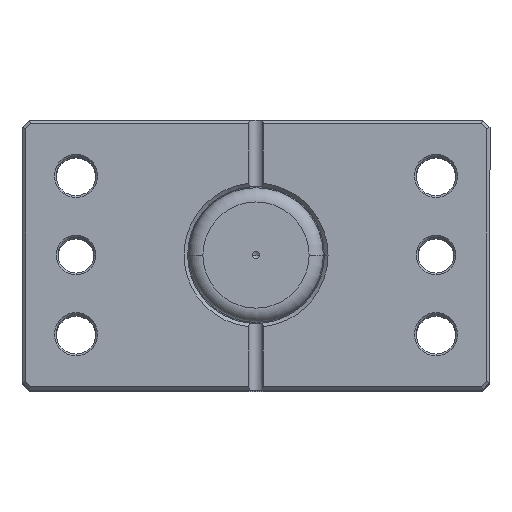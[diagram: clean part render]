
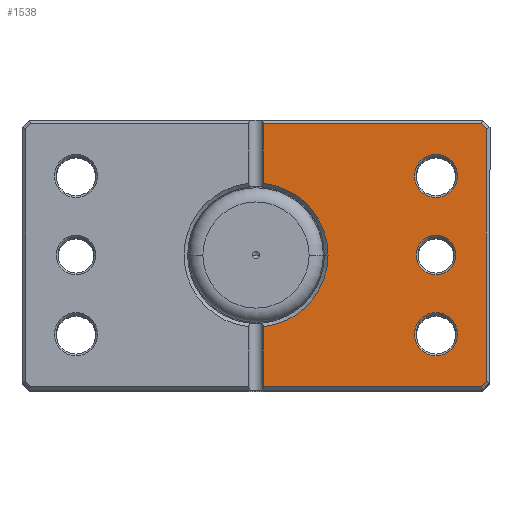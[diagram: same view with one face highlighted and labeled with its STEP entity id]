
A CAD part, top view. The second image highlights one B-rep face of the part: STEP entity #1538.
In plain terms, the highlighted face is planar.
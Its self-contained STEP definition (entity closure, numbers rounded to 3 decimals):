
#2 = ORIENTED_EDGE ( 'NONE', *, *, #5975, .T. ) ;
#16 = ORIENTED_EDGE ( 'NONE', *, *, #1781, .T. ) ;
#27 = ORIENTED_EDGE ( 'NONE', *, *, #4468, .T. ) ;
#58 = ORIENTED_EDGE ( 'NONE', *, *, #4626, .T. ) ;
#123 = DIRECTION ( 'NONE',  ( 0., 0., 1. ) ) ;
#234 = ORIENTED_EDGE ( 'NONE', *, *, #1211, .T. ) ;
#335 = AXIS2_PLACEMENT_3D ( 'NONE', #5180, #1866, #5730 ) ;
#357 = ORIENTED_EDGE ( 'NONE', *, *, #4922, .T. ) ;
#445 = VERTEX_POINT ( 'NONE', #6592 ) ;
#491 = DIRECTION ( 'NONE',  ( 1., 0., 0. ) ) ;
#494 = CIRCLE ( 'NONE', #1418, 20. ) ;
#627 = AXIS2_PLACEMENT_3D ( 'NONE', #7089, #3792, #491 ) ;
#713 = LINE ( 'NONE', #3683, #4763 ) ;
#727 = CARTESIAN_POINT ( 'NONE',  ( -50., -22., 0. ) ) ;
#736 = VERTEX_POINT ( 'NONE', #2716 ) ;
#829 = ORIENTED_EDGE ( 'NONE', *, *, #3292, .T. ) ;
#959 = LINE ( 'NONE', #6911, #6629 ) ;
#1211 = EDGE_CURVE ( 'NONE', #4623, #2842, #494, .T. ) ;
#1268 = CIRCLE ( 'NONE', #7065, 5.5 ) ;
#1274 = DIRECTION ( 'NONE',  ( 1., 0., 0. ) ) ;
#1380 = EDGE_CURVE ( 'NONE', #3197, #5392, #1422, .T. ) ;
#1418 = AXIS2_PLACEMENT_3D ( 'NONE', #2634, #6496, #3206 ) ;
#1422 = CIRCLE ( 'NONE', #5485, 6. ) ;
#1491 = EDGE_LOOP ( 'NONE', ( #2129, #58, #234, #829, #3431, #3831, #27, #16, #5338 ) ) ;
#1516 = FACE_OUTER_BOUND ( 'NONE', #1491, .T. ) ;
#1525 = CIRCLE ( 'NONE', #4155, 5.5 ) ;
#1538 = ADVANCED_FACE ( 'NONE', ( #4277, #2787, #1675, #1516 ), #4833, .F. ) ;
#1599 = LINE ( 'NONE', #5793, #4355 ) ;
#1614 = VECTOR ( 'NONE', #2952, 1000. ) ;
#1675 = FACE_BOUND ( 'NONE', #3596, .T. ) ;
#1688 = CARTESIAN_POINT ( 'NONE',  ( -55.5, 0., 0. ) ) ;
#1694 = DIRECTION ( 'NONE',  ( 0., 0., 1. ) ) ;
#1717 = CARTESIAN_POINT ( 'NONE',  ( -50., 22., 0. ) ) ;
#1752 = EDGE_CURVE ( 'NONE', #4568, #445, #1599, .T. ) ;
#1781 = EDGE_CURVE ( 'NONE', #2899, #4831, #3054, .T. ) ;
#1866 = DIRECTION ( 'NONE',  ( 0., 0., 1. ) ) ;
#1879 = AXIS2_PLACEMENT_3D ( 'NONE', #1717, #5579, #2273 ) ;
#1962 = DIRECTION ( 'NONE',  ( 0., 0., 1. ) ) ;
#2040 = CARTESIAN_POINT ( 'NONE',  ( 0., 0., 0. ) ) ;
#2129 = ORIENTED_EDGE ( 'NONE', *, *, #5452, .T. ) ;
#2223 = CARTESIAN_POINT ( 'NONE',  ( -2., 36.5, 0. ) ) ;
#2273 = DIRECTION ( 'NONE',  ( 1., 0., 0. ) ) ;
#2395 = CARTESIAN_POINT ( 'NONE',  ( 0., 36.5, 0. ) ) ;
#2412 = CARTESIAN_POINT ( 'NONE',  ( -2., -36.5, 0. ) ) ;
#2426 = ORIENTED_EDGE ( 'NONE', *, *, #6987, .T. ) ;
#2606 = DIRECTION ( 'NONE',  ( 0., 0., 1. ) ) ;
#2621 = AXIS2_PLACEMENT_3D ( 'NONE', #5013, #1694, #5554 ) ;
#2634 = CARTESIAN_POINT ( 'NONE',  ( 0., 0., 0. ) ) ;
#2716 = CARTESIAN_POINT ( 'NONE',  ( -56., 22., 0. ) ) ;
#2740 = EDGE_LOOP ( 'NONE', ( #4037, #2426 ) ) ;
#2787 = FACE_BOUND ( 'NONE', #2740, .T. ) ;
#2842 = VERTEX_POINT ( 'NONE', #6485 ) ;
#2899 = VERTEX_POINT ( 'NONE', #6552 ) ;
#2952 = DIRECTION ( 'NONE',  ( 1., 0., 0. ) ) ;
#2999 = EDGE_CURVE ( 'NONE', #4802, #736, #6219, .T. ) ;
#3054 = LINE ( 'NONE', #4164, #5810 ) ;
#3187 = CIRCLE ( 'NONE', #627, 20. ) ;
#3197 = VERTEX_POINT ( 'NONE', #6263 ) ;
#3206 = DIRECTION ( 'NONE',  ( 1., 0., 0. ) ) ;
#3229 = CIRCLE ( 'NONE', #335, 6. ) ;
#3292 = EDGE_CURVE ( 'NONE', #2842, #4360, #713, .T. ) ;
#3429 = CARTESIAN_POINT ( 'NONE',  ( -50., 0., 0. ) ) ;
#3431 = ORIENTED_EDGE ( 'NONE', *, *, #6106, .T. ) ;
#3454 = AXIS2_PLACEMENT_3D ( 'NONE', #2040, #1962, #5929 ) ;
#3464 = VERTEX_POINT ( 'NONE', #4925 ) ;
#3489 = VECTOR ( 'NONE', #4099, 1000. ) ;
#3543 = CARTESIAN_POINT ( 'NONE',  ( 0., -36.5, 0. ) ) ;
#3577 = DIRECTION ( 'NONE',  ( -0.707, 0.707, 0. ) ) ;
#3596 = EDGE_LOOP ( 'NONE', ( #5880, #3822 ) ) ;
#3613 = CARTESIAN_POINT ( 'NONE',  ( -2., 37.5, 0. ) ) ;
#3683 = CARTESIAN_POINT ( 'NONE',  ( -2., 37.5, 0. ) ) ;
#3792 = DIRECTION ( 'NONE',  ( 0., 0., 1. ) ) ;
#3822 = ORIENTED_EDGE ( 'NONE', *, *, #2999, .T. ) ;
#3831 = ORIENTED_EDGE ( 'NONE', *, *, #1752, .T. ) ;
#3910 = VERTEX_POINT ( 'NONE', #1688 ) ;
#3924 = CARTESIAN_POINT ( 'NONE',  ( -44., 22., 0. ) ) ;
#3949 = CARTESIAN_POINT ( 'NONE',  ( -62.586, 36.5, 0. ) ) ;
#3991 = DIRECTION ( 'NONE',  ( 1., 0., 0. ) ) ;
#4037 = ORIENTED_EDGE ( 'NONE', *, *, #1380, .T. ) ;
#4099 = DIRECTION ( 'NONE',  ( -1., 0., 0. ) ) ;
#4121 = CIRCLE ( 'NONE', #2621, 6. ) ;
#4155 = AXIS2_PLACEMENT_3D ( 'NONE', #3429, #123, #3991 ) ;
#4164 = CARTESIAN_POINT ( 'NONE',  ( -49.543, 49.543, 0. ) ) ;
#4232 = DIRECTION ( 'NONE',  ( 0., -1., 0. ) ) ;
#4277 = FACE_BOUND ( 'NONE', #4919, .T. ) ;
#4355 = VECTOR ( 'NONE', #3577, 1000. ) ;
#4360 = VERTEX_POINT ( 'NONE', #2412 ) ;
#4468 = EDGE_CURVE ( 'NONE', #445, #2899, #959, .T. ) ;
#4568 = VERTEX_POINT ( 'NONE', #6456 ) ;
#4569 = DIRECTION ( 'NONE',  ( 0., 0., 1. ) ) ;
#4623 = VERTEX_POINT ( 'NONE', #5424 ) ;
#4626 = EDGE_CURVE ( 'NONE', #4689, #4623, #3187, .T. ) ;
#4689 = VERTEX_POINT ( 'NONE', #7136 ) ;
#4763 = VECTOR ( 'NONE', #4232, 1000. ) ;
#4773 = EDGE_CURVE ( 'NONE', #736, #4802, #4121, .T. ) ;
#4802 = VERTEX_POINT ( 'NONE', #3924 ) ;
#4831 = VERTEX_POINT ( 'NONE', #3949 ) ;
#4833 = PLANE ( 'NONE',  #3454 ) ;
#4919 = EDGE_LOOP ( 'NONE', ( #357, #2 ) ) ;
#4922 = EDGE_CURVE ( 'NONE', #3910, #3464, #1268, .T. ) ;
#4925 = CARTESIAN_POINT ( 'NONE',  ( -44.5, 0., 0. ) ) ;
#4975 = LINE ( 'NONE', #3543, #3489 ) ;
#4991 = VECTOR ( 'NONE', #5278, 1000. ) ;
#5013 = CARTESIAN_POINT ( 'NONE',  ( -50., 22., 0. ) ) ;
#5138 = VERTEX_POINT ( 'NONE', #2223 ) ;
#5180 = CARTESIAN_POINT ( 'NONE',  ( -50., -22., 0. ) ) ;
#5278 = DIRECTION ( 'NONE',  ( 0., -1., 0. ) ) ;
#5338 = ORIENTED_EDGE ( 'NONE', *, *, #5355, .T. ) ;
#5355 = EDGE_CURVE ( 'NONE', #4831, #5138, #6173, .T. ) ;
#5392 = VERTEX_POINT ( 'NONE', #6300 ) ;
#5424 = CARTESIAN_POINT ( 'NONE',  ( -20., 0., 0. ) ) ;
#5452 = EDGE_CURVE ( 'NONE', #5138, #4689, #6438, .T. ) ;
#5485 = AXIS2_PLACEMENT_3D ( 'NONE', #727, #4569, #1274 ) ;
#5554 = DIRECTION ( 'NONE',  ( 1., 0., 0. ) ) ;
#5579 = DIRECTION ( 'NONE',  ( 0., 0., 1. ) ) ;
#5730 = DIRECTION ( 'NONE',  ( 1., 0., 0. ) ) ;
#5793 = CARTESIAN_POINT ( 'NONE',  ( -49.543, -49.543, 0. ) ) ;
#5810 = VECTOR ( 'NONE', #6344, 1000. ) ;
#5818 = DIRECTION ( 'NONE',  ( 0., 1., 0. ) ) ;
#5880 = ORIENTED_EDGE ( 'NONE', *, *, #4773, .T. ) ;
#5914 = CARTESIAN_POINT ( 'NONE',  ( -50., 0., 0. ) ) ;
#5929 = DIRECTION ( 'NONE',  ( 1., 0., 0. ) ) ;
#5975 = EDGE_CURVE ( 'NONE', #3464, #3910, #1525, .T. ) ;
#6106 = EDGE_CURVE ( 'NONE', #4360, #4568, #4975, .T. ) ;
#6173 = LINE ( 'NONE', #2395, #1614 ) ;
#6219 = CIRCLE ( 'NONE', #1879, 6. ) ;
#6263 = CARTESIAN_POINT ( 'NONE',  ( -56., -22., 0. ) ) ;
#6300 = CARTESIAN_POINT ( 'NONE',  ( -44., -22., 0. ) ) ;
#6344 = DIRECTION ( 'NONE',  ( 0.707, 0.707, 0. ) ) ;
#6438 = LINE ( 'NONE', #3613, #4991 ) ;
#6456 = CARTESIAN_POINT ( 'NONE',  ( -62.586, -36.5, 0. ) ) ;
#6467 = DIRECTION ( 'NONE',  ( 1., 0., 0. ) ) ;
#6485 = CARTESIAN_POINT ( 'NONE',  ( -2., -19.9, 0. ) ) ;
#6496 = DIRECTION ( 'NONE',  ( 0., 0., 1. ) ) ;
#6552 = CARTESIAN_POINT ( 'NONE',  ( -64., 35.086, 0. ) ) ;
#6592 = CARTESIAN_POINT ( 'NONE',  ( -64., -35.086, 0. ) ) ;
#6629 = VECTOR ( 'NONE', #5818, 1000. ) ;
#6911 = CARTESIAN_POINT ( 'NONE',  ( -64., 0., 0. ) ) ;
#6987 = EDGE_CURVE ( 'NONE', #5392, #3197, #3229, .T. ) ;
#7065 = AXIS2_PLACEMENT_3D ( 'NONE', #5914, #2606, #6467 ) ;
#7089 = CARTESIAN_POINT ( 'NONE',  ( 0., 0., 0. ) ) ;
#7136 = CARTESIAN_POINT ( 'NONE',  ( -2., 19.9, 0. ) ) ;
